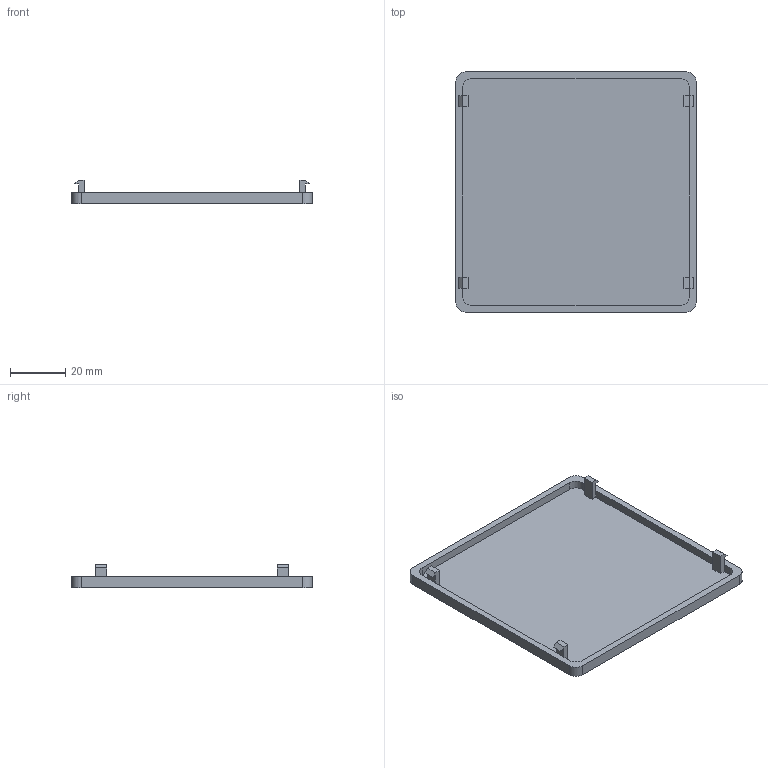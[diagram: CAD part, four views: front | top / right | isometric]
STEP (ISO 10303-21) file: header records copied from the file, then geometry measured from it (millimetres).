
FILE_DESCRIPTION (( 'STEP AP214' ), '1' );
FILE_NAME ('guition.STEP', '2025-04-06T06:44:32', ( '' ), ( '' ), 'SwSTEP 2.0', 'SolidWorks 2024', '' );
FILE_SCHEMA (( 'AUTOMOTIVE_DESIGN' ));
Length unit declared in the file: millimetre
Products named in the file (1): guition
Bounding box: 86.9 x 86.9 x 8.6 mm (x, y, z)
Volume: 10234.7 mm3; surface area: 17728.8 mm2
Topology: 1 solids, 1 shells, 51 faces, 136 edges, 88 vertices
Faces by surface type: plane 43, cylinder 8
Entity records: 1585 total; most frequent: CARTESIAN_POINT 276, ORIENTED_EDGE 272, DIRECTION 256, EDGE_CURVE 136, LINE 120, VECTOR 120, VERTEX_POINT 88, AXIS2_PLACEMENT_3D 68
